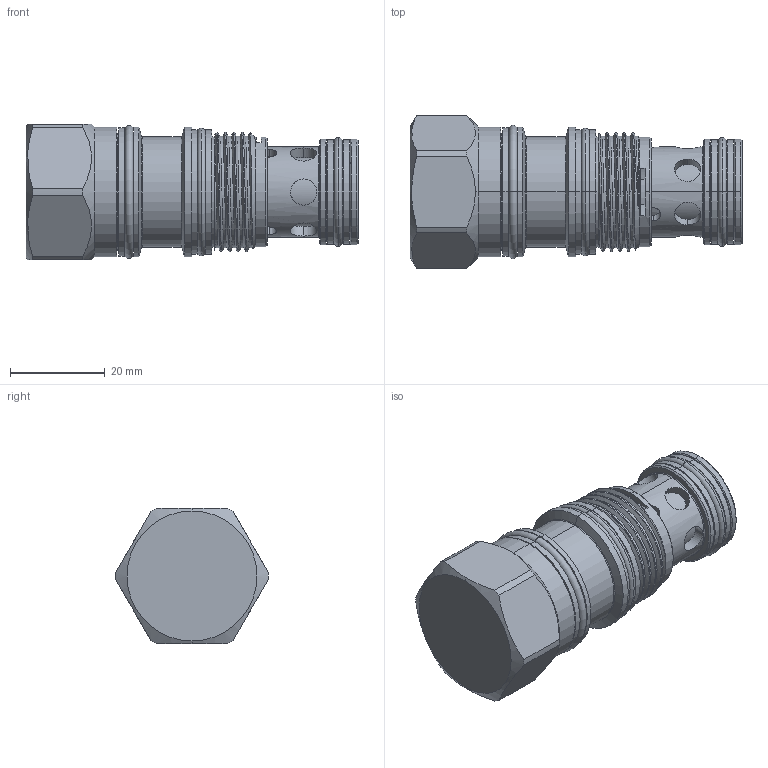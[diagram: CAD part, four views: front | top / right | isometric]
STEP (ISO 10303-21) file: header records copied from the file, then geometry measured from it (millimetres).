
FILE_DESCRIPTION (( 'STEP AP203' ), '1' );
FILE_NAME ('CV2A20-N.STEP', '2020-04-15T06:48:14', ( '' ), ( '' ), 'SwSTEP 2.0', 'SolidWorks 2018', '' );
FILE_SCHEMA (( 'CONFIG_CONTROL_DESIGN' ));
Length unit declared in the file: millimetre
Products named in the file (1): CV2A20-N
Bounding box: 69.95 x 32.2 x 28.57 mm (x, y, z)
Volume: 33005 mm3; surface area: 10537.3 mm2
Topology: 4 solids, 4 shells, 184 faces, 419 edges, 262 vertices
Faces by surface type: cylinder 105, plane 29, torus 28, cone 20, bspline 2
Entity records: 6923 total; most frequent: CARTESIAN_POINT 2785, DIRECTION 870, ORIENTED_EDGE 838, EDGE_CURVE 419, AXIS2_PLACEMENT_3D 373, VERTEX_POINT 262, EDGE_LOOP 209, CIRCLE 190
